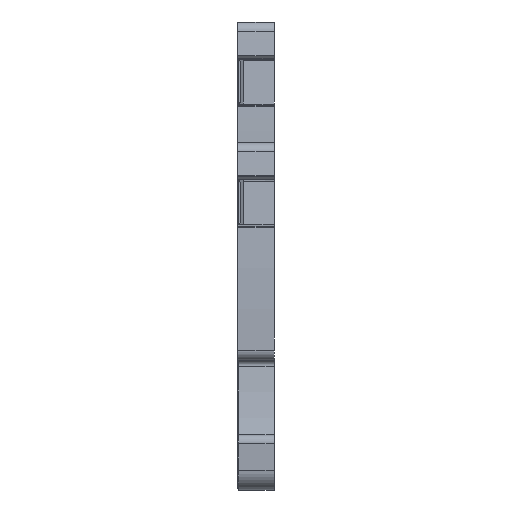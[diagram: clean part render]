
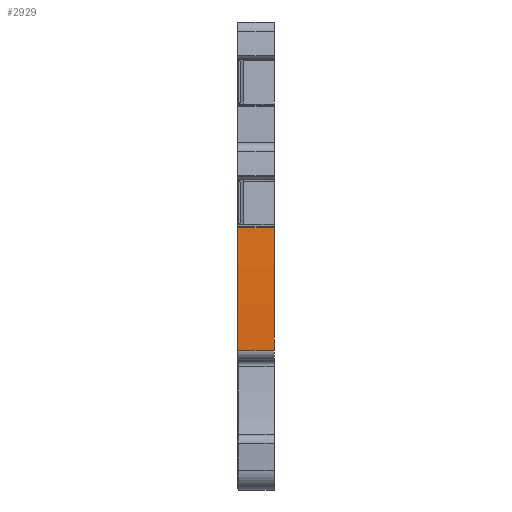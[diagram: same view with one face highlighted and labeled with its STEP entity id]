
A CAD part, front view. The second image highlights one B-rep face of the part: STEP entity #2929.
In plain terms, the highlighted cylindrical face has radius 122.2 mm (diameter 244.4 mm), a partial arc.
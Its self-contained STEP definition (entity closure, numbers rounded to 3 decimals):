
#2089=AXIS2_PLACEMENT_3D('Cylinder Axis2P3D',#2086,#2087,#2088) ;
#2906=AXIS2_PLACEMENT_3D('Circle Axis2P3D',#2904,#2905,$) ;
#2920=AXIS2_PLACEMENT_3D('Circle Axis2P3D',#2918,#2919,$) ;
#2086=CARTESIAN_POINT('Axis2P3D Location',(1.75,123.675,17.05)) ;
#2882=CARTESIAN_POINT('Vertex',(0.,1.748,25.212)) ;
#2885=CARTESIAN_POINT('Line Origine',(7.175,1.748,25.212)) ;
#2889=CARTESIAN_POINT('Vertex',(3.5,1.748,25.212)) ;
#2904=CARTESIAN_POINT('Axis2P3D Location',(0.,123.675,17.05)) ;
#2908=CARTESIAN_POINT('Vertex',(0.,1.529,13.42)) ;
#2911=CARTESIAN_POINT('Line Origine',(7.175,1.529,13.42)) ;
#2915=CARTESIAN_POINT('Vertex',(3.5,1.529,13.42)) ;
#2918=CARTESIAN_POINT('Axis2P3D Location',(3.5,123.675,17.05)) ;
#2087=DIRECTION('Axis2P3D Direction',(1.,0.,0.)) ;
#2088=DIRECTION('Axis2P3D XDirection',(0.,-0.992,0.126)) ;
#2886=DIRECTION('Vector Direction',(1.,0.,0.)) ;
#2905=DIRECTION('Axis2P3D Direction',(1.,0.,0.)) ;
#2912=DIRECTION('Vector Direction',(1.,0.,0.)) ;
#2919=DIRECTION('Axis2P3D Direction',(1.,0.,0.)) ;
#2887=VECTOR('Line Direction',#2886,1.) ;
#2913=VECTOR('Line Direction',#2912,1.) ;
#2924=ORIENTED_EDGE('',*,*,#2910,.T.) ;
#2925=ORIENTED_EDGE('',*,*,#2917,.F.) ;
#2926=ORIENTED_EDGE('',*,*,#2922,.F.) ;
#2927=ORIENTED_EDGE('',*,*,#2891,.T.) ;
#2929=ADVANCED_FACE('V1',(#2928),#2090,.T.) ;
#2907=CIRCLE('generated circle',#2906,122.2) ;
#2921=CIRCLE('generated circle',#2920,122.2) ;
#2090=CYLINDRICAL_SURFACE('generated cylinder',#2089,122.2) ;
#2891=EDGE_CURVE('',#2890,#2883,#2888,.F.) ;
#2910=EDGE_CURVE('',#2883,#2909,#2907,.T.) ;
#2917=EDGE_CURVE('',#2916,#2909,#2914,.F.) ;
#2922=EDGE_CURVE('',#2890,#2916,#2921,.T.) ;
#2923=EDGE_LOOP('',(#2924,#2925,#2926,#2927)) ;
#2928=FACE_OUTER_BOUND('',#2923,.T.) ;
#2888=LINE('Line',#2885,#2887) ;
#2914=LINE('Line',#2911,#2913) ;
#2883=VERTEX_POINT('',#2882) ;
#2890=VERTEX_POINT('',#2889) ;
#2909=VERTEX_POINT('',#2908) ;
#2916=VERTEX_POINT('',#2915) ;
